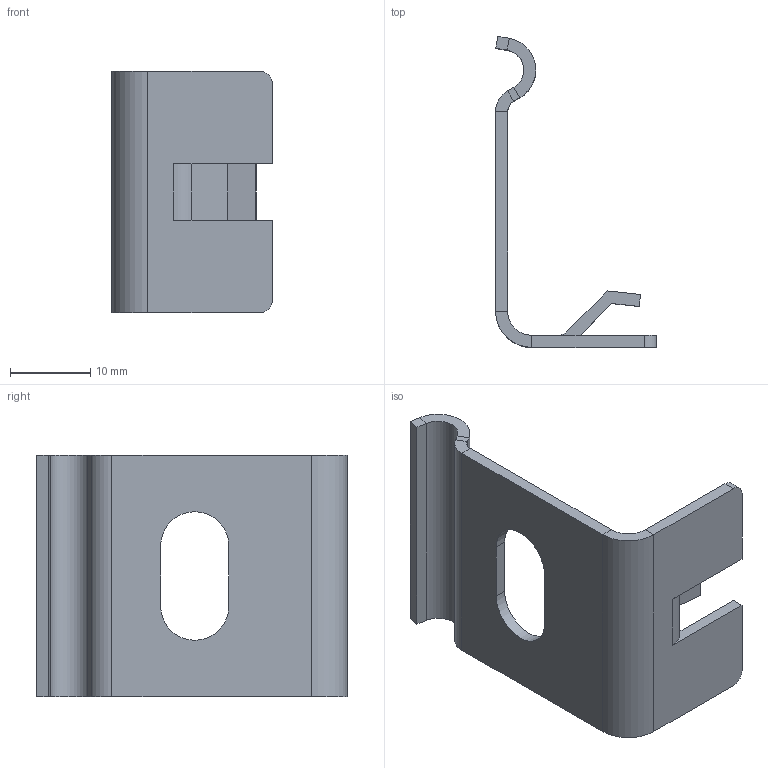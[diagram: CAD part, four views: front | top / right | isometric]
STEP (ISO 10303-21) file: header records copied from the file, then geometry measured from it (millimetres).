
FILE_DESCRIPTION((''),'2;1');
FILE_NAME('6016443','2014-08-27T',('AndreasKeweloh'),(''),'PRO/ENGINEER BY PARAMETRIC TECHNOLOGY CORPORATION, 2014000','PRO/ENGINEER BY PARAMETRIC TECHNOLOGY CORPORATION, 2014000','');
FILE_SCHEMA(('CONFIG_CONTROL_DESIGN'));
Length unit declared in the file: millimetre
Products named in the file (1): 6016443
Bounding box: 20 x 38.69 x 30 mm (x, y, z)
Volume: 2464.7 mm3; surface area: 3687.2 mm2
Topology: 1 solids, 1 shells, 51 faces, 127 edges, 78 vertices
Faces by surface type: plane 38, cylinder 13
Entity records: 1533 total; most frequent: DIRECTION 259, CARTESIAN_POINT 256, ORIENTED_EDGE 254, EDGE_CURVE 127, VECTOR 97, LINE 97, AXIS2_PLACEMENT_3D 81, VERTEX_POINT 78
